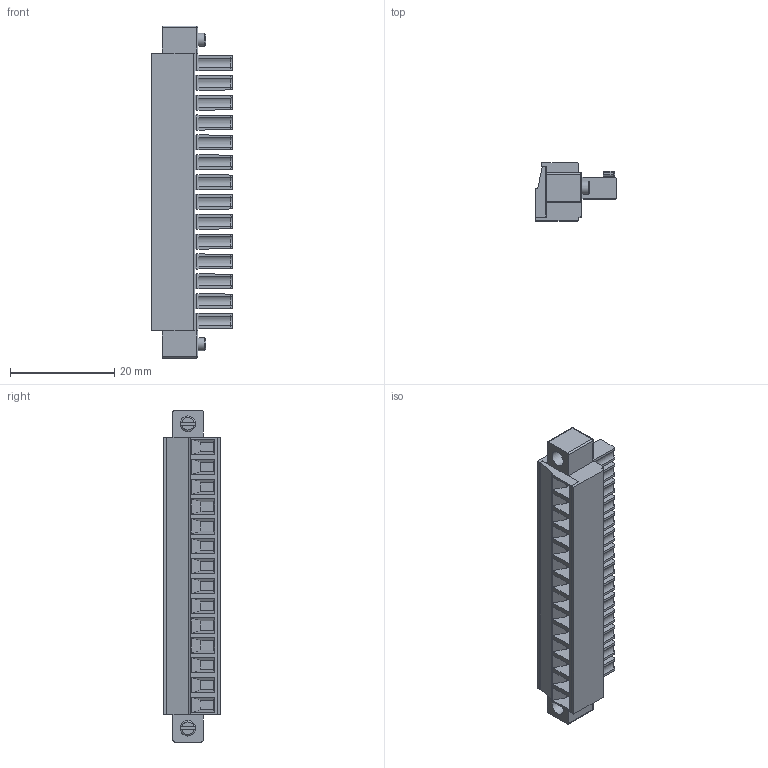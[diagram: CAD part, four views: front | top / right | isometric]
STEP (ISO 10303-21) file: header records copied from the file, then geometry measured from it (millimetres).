
FILE_DESCRIPTION(('STEP AP214'),'1');
FILE_NAME('SH14-3,81-K.stp','2018-11-19T10:14:23',(' '),(' '),'Spatial InterOp 3D',' ',' ');
FILE_SCHEMA(('AUTOMOTIVE_DESIGN { 1 0 10303 214 1 1 1 1 }'));
Length unit declared in the file: metre
Products named in the file (1): 1
Bounding box: 15.5 x 11.1 x 63.74 mm (x, y, z)
Volume: 5373.9 mm3; surface area: 5957.4 mm2
Topology: 1 solids, 1 shells, 1114 faces, 2937 edges, 1865 vertices
Faces by surface type: plane 738, cylinder 254, torus 46, cone 44, sphere 32
Full cylindrical faces by diameter (mm): 1.2 x14, 2.5 x2, 2.8 x14, 3 x16
Entity records: 42486 total; most frequent: CARTESIAN_POINT 6646, ORIENTED_EDGE 5536, DIRECTION 5478, EDGE_CURVE 2768, LINE 2040, VECTOR 2040, VERTEX_POINT 1818, AXIS2_PLACEMENT_3D 1719
